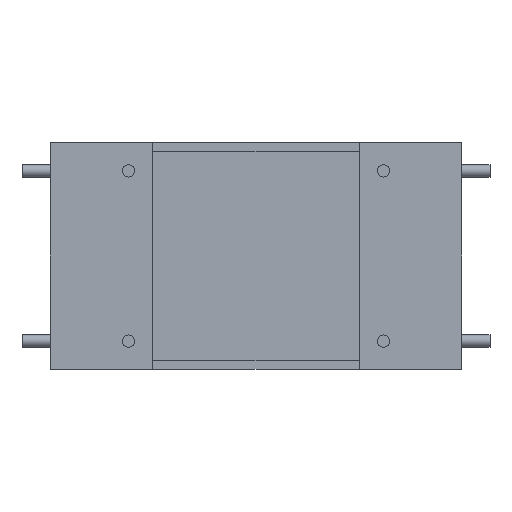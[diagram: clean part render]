
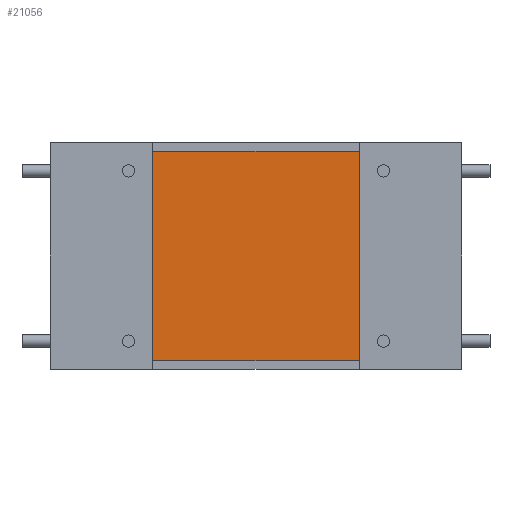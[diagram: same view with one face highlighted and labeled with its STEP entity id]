
A CAD part, front view. The second image highlights one B-rep face of the part: STEP entity #21056.
In plain terms, the highlighted planar face has unit normal (0, -1, 0).
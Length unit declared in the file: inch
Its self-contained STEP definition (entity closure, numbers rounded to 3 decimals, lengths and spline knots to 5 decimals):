
#7373=DIRECTION('',(0.,0.,1.));
#7374=VECTOR('',#7373,0.74);
#7375=CARTESIAN_POINT('',(-0.364,-0.93,-0.37));
#7376=LINE('',#7375,#7374);
#7377=DIRECTION('',(1.,0.,0.));
#7378=VECTOR('',#7377,0.728);
#7379=CARTESIAN_POINT('',(-0.364,-0.93,0.37));
#7380=LINE('',#7379,#7378);
#7381=DIRECTION('',(1.,0.,0.));
#7382=VECTOR('',#7381,0.728);
#7383=CARTESIAN_POINT('',(-0.364,-0.93,-0.37));
#7384=LINE('',#7383,#7382);
#7445=DIRECTION('',(0.,0.,1.));
#7446=VECTOR('',#7445,0.74);
#7447=CARTESIAN_POINT('',(0.364,-0.93,-0.37));
#7448=LINE('',#7447,#7446);
#9409=CARTESIAN_POINT('',(-0.364,-0.93,-0.37));
#9410=CARTESIAN_POINT('',(-0.364,-0.93,0.37));
#9411=VERTEX_POINT('',#9409);
#9412=VERTEX_POINT('',#9410);
#9413=CARTESIAN_POINT('',(0.364,-0.93,-0.37));
#9414=CARTESIAN_POINT('',(0.364,-0.93,0.37));
#9415=VERTEX_POINT('',#9413);
#9416=VERTEX_POINT('',#9414);
#21042=CARTESIAN_POINT('',(-0.364,-0.93,-0.4));
#21043=DIRECTION('',(0.,-1.,0.));
#21044=DIRECTION('',(1.,0.,0.));
#21045=AXIS2_PLACEMENT_3D('',#21042,#21043,#21044);
#21046=PLANE('',#21045);
#21047=ORIENTED_EDGE('',*,*,#21024,.T.);
#21049=ORIENTED_EDGE('',*,*,#21048,.T.);
#21051=ORIENTED_EDGE('',*,*,#21050,.F.);
#21053=ORIENTED_EDGE('',*,*,#21052,.F.);
#21054=EDGE_LOOP('',(#21047,#21049,#21051,#21053));
#21055=FACE_OUTER_BOUND('',#21054,.F.);
#21024=EDGE_CURVE('',#9411,#9412,#7376,.T.);
#21048=EDGE_CURVE('',#9412,#9416,#7380,.T.);
#21050=EDGE_CURVE('',#9415,#9416,#7448,.T.);
#21052=EDGE_CURVE('',#9411,#9415,#7384,.T.);
#21056=ADVANCED_FACE('',(#21055),#21046,.T.);
